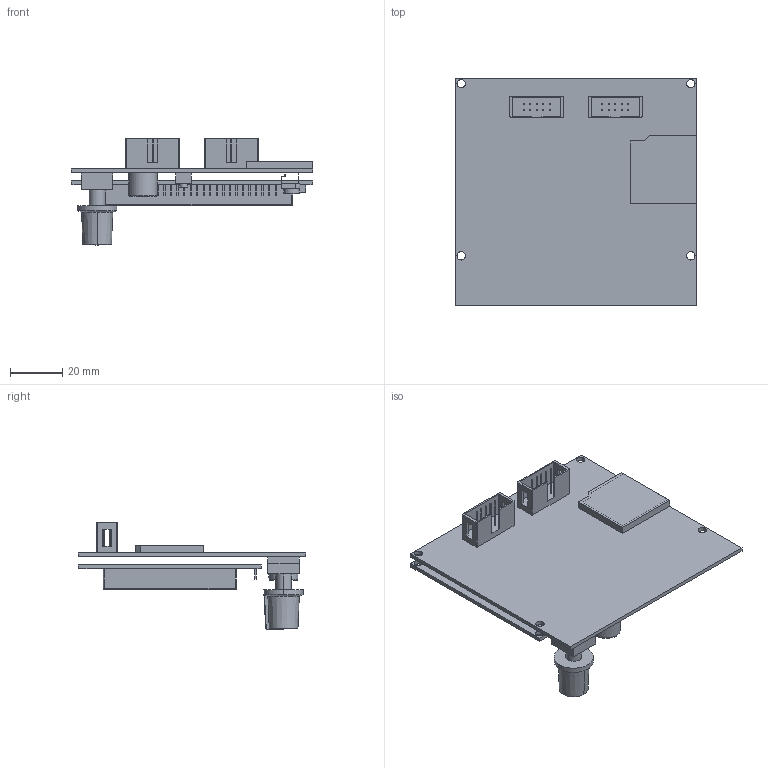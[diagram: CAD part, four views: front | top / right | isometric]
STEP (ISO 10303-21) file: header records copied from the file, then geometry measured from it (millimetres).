
FILE_DESCRIPTION (( 'STEP AP214' ), '1' );
FILE_NAME ('LCD PANEL.STEP', '2019-06-23T16:50:17', ( '' ), ( '' ), 'SwSTEP 2.0', 'SolidWorks 2018', '' );
FILE_SCHEMA (( 'AUTOMOTIVE_DESIGN' ));
Length unit declared in the file: millimetre
Products named in the file (1): LCD PANEL
Bounding box: 92.5 x 87 x 40.6 mm (x, y, z)
Volume: 56429.5 mm3; surface area: 38229.2 mm2
Topology: 2 solids, 2 shells, 422 faces, 1083 edges, 711 vertices
Faces by surface type: plane 343, cylinder 61, torus 9, cone 5, sphere 4
Entity records: 15307 total; most frequent: CARTESIAN_POINT 2284, ORIENTED_EDGE 2158, DIRECTION 2059, EDGE_CURVE 1079, VECTOR 911, LINE 911, VERTEX_POINT 711, AXIS2_PLACEMENT_3D 574
